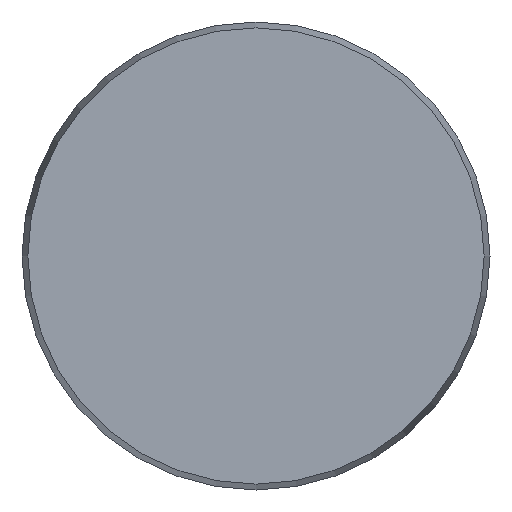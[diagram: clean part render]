
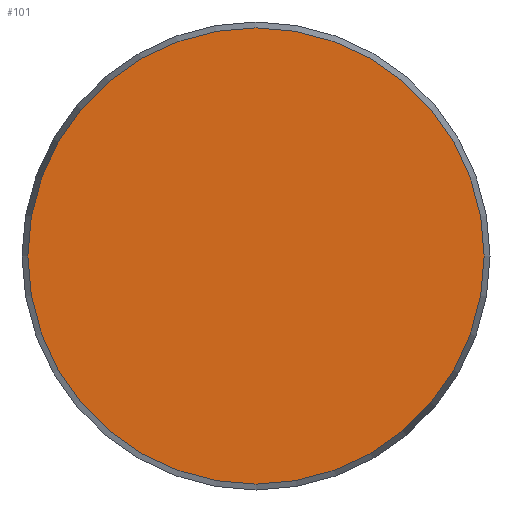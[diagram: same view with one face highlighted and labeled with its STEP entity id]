
A CAD part, front view. The second image highlights one B-rep face of the part: STEP entity #101.
In plain terms, the highlighted planar face has unit normal (0, -1, 0).
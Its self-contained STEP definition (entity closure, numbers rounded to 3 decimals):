
#101 = ADVANCED_FACE( '', ( #229 ), #230, .F. );
#229 = FACE_OUTER_BOUND( '', #418, .T. );
#230 = PLANE( '', #419 );
#418 = EDGE_LOOP( '', ( #640 ) );
#419 = AXIS2_PLACEMENT_3D( '', #641, #642, #643 );
#640 = ORIENTED_EDGE( '', *, *, #929, .T. );
#641 = CARTESIAN_POINT( '', ( 48.75, 0., 0. ) );
#642 = DIRECTION( '', ( 0., 1., 0. ) );
#643 = DIRECTION( '', ( 0., 0., 1. ) );
#929 = EDGE_CURVE( '', #1101, #1101, #1102, .T. );
#1101 = VERTEX_POINT( '', #1394 );
#1102 = CIRCLE( '', #1395, 48.75 );
#1394 = CARTESIAN_POINT( '', ( 0., 0., -48.75 ) );
#1395 = AXIS2_PLACEMENT_3D( '', #1602, #1603, #1604 );
#1602 = CARTESIAN_POINT( '', ( 0., 0., 0. ) );
#1603 = DIRECTION( '', ( 0., -1., 0. ) );
#1604 = DIRECTION( '', ( 0., 0., -1. ) );
